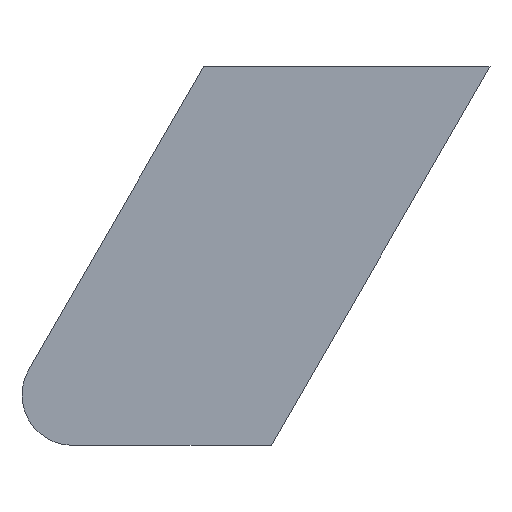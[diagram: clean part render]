
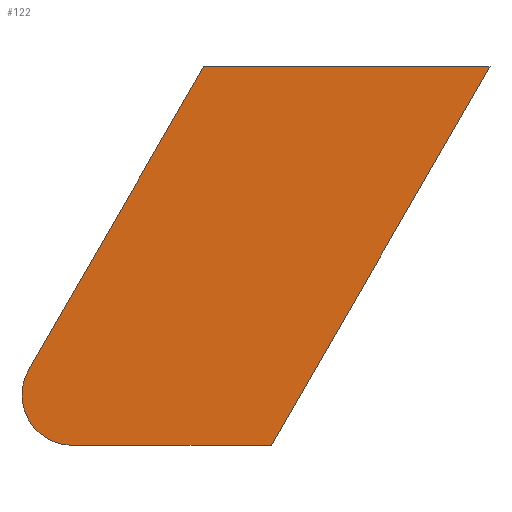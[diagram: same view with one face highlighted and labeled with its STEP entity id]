
A CAD part, front view. The second image highlights one B-rep face of the part: STEP entity #122.
In plain terms, the highlighted planar face has unit normal (0, -1, 0).
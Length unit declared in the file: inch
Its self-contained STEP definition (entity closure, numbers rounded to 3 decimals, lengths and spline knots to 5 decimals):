
#17=PLANE('',#133);
#24=FACE_OUTER_BOUND('',#31,.T.);
#31=EDGE_LOOP('',(#101,#102,#103,#104,#105));
#41=LINE('',#190,#54);
#43=LINE('',#194,#56);
#44=LINE('',#196,#57);
#45=LINE('',#197,#58);
#54=VECTOR('',#155,0.3937);
#56=VECTOR('',#159,0.3937);
#57=VECTOR('',#160,0.3937);
#58=VECTOR('',#161,0.3937);
#62=CIRCLE('',#130,0.15);
#65=VERTEX_POINT('',#175);
#66=VERTEX_POINT('',#177);
#70=VERTEX_POINT('',#189);
#71=VERTEX_POINT('',#193);
#72=VERTEX_POINT('',#195);
#75=EDGE_CURVE('',#65,#66,#62,.T.);
#81=EDGE_CURVE('',#66,#70,#41,.T.);
#83=EDGE_CURVE('',#71,#65,#43,.T.);
#84=EDGE_CURVE('',#72,#71,#44,.T.);
#85=EDGE_CURVE('',#70,#72,#45,.T.);
#101=ORIENTED_EDGE('',*,*,#75,.F.);
#102=ORIENTED_EDGE('',*,*,#83,.F.);
#103=ORIENTED_EDGE('',*,*,#84,.F.);
#104=ORIENTED_EDGE('',*,*,#85,.F.);
#105=ORIENTED_EDGE('',*,*,#81,.F.);
#122=ADVANCED_FACE('',(#24),#17,.F.);
#130=AXIS2_PLACEMENT_3D('',#178,#144,#145);
#133=AXIS2_PLACEMENT_3D('',#192,#157,#158);
#144=DIRECTION('center_axis',(0.,1.,0.));
#145=DIRECTION('ref_axis',(-0.866,0.,-0.5));
#155=DIRECTION('',(0.5,0.,0.866));
#157=DIRECTION('center_axis',(0.,1.,0.));
#158=DIRECTION('ref_axis',(1.,0.,0.));
#159=DIRECTION('',(-1.,0.,0.));
#160=DIRECTION('',(-0.5,0.,-0.866));
#161=DIRECTION('',(1.,0.,0.));
#175=CARTESIAN_POINT('',(2.05981,0.,-1.125));
#177=CARTESIAN_POINT('',(1.9299,0.,-0.9));
#178=CARTESIAN_POINT('Origin',(2.05981,0.,-0.975));
#189=CARTESIAN_POINT('',(2.44952,0.,0.));
#190=CARTESIAN_POINT('',(2.17791,0.,-0.47043));
#192=CARTESIAN_POINT('Origin',(2.55,0.,-0.5625));
#193=CARTESIAN_POINT('',(2.65048,0.,-1.125));
#194=CARTESIAN_POINT('',(3.3,0.,-1.125));
#195=CARTESIAN_POINT('',(3.3,0.,0.));
#196=CARTESIAN_POINT('',(2.92209,0.,-0.65457));
#197=CARTESIAN_POINT('',(1.8,0.,0.));
